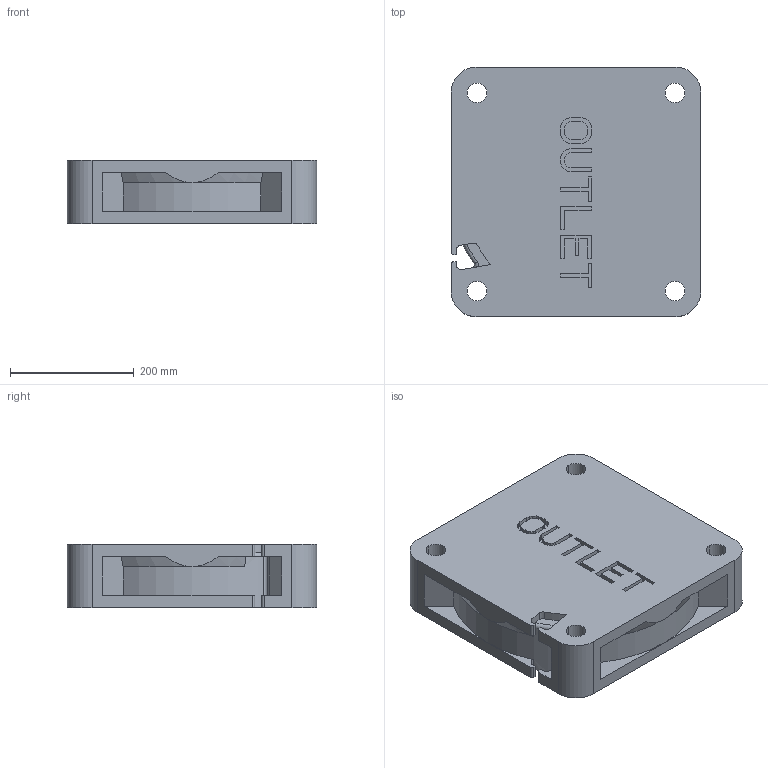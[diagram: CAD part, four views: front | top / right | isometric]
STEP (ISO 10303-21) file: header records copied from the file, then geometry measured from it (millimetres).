
FILE_DESCRIPTION((''),'2;1');
FILE_NAME('410021910002','2017-05-04T',('yiliang.gong'),(''),'CREO PARAMETRIC BY PTC INC, 2015080','CREO PARAMETRIC BY PTC INC, 2015080','');
FILE_SCHEMA(('CONFIG_CONTROL_DESIGN'));
Length unit declared in the file: centimetre
Products named in the file (1): 410021910002
Bounding box: 403 x 403 x 103 mm (x, y, z)
Volume: 15114697.8 mm3; surface area: 585380.9 mm2
Topology: 1 solids, 1 shells, 266 faces, 725 edges, 480 vertices
Faces by surface type: plane 229, cylinder 27, cone 8, torus 2
Entity records: 8398 total; most frequent: CARTESIAN_POINT 1570, ORIENTED_EDGE 1450, DIRECTION 1312, EDGE_CURVE 725, VECTOR 632, LINE 632, VERTEX_POINT 480, AXIS2_PLACEMENT_3D 340
